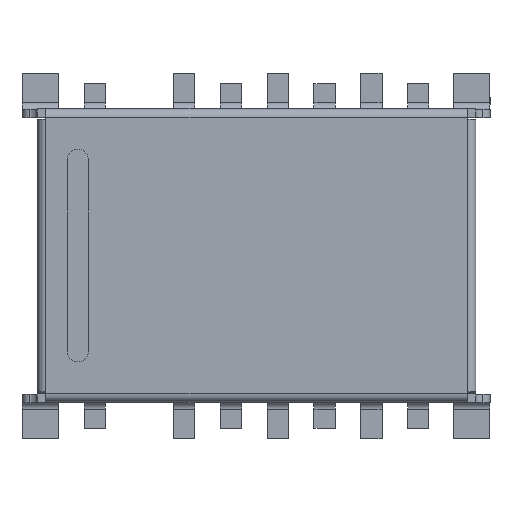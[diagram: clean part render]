
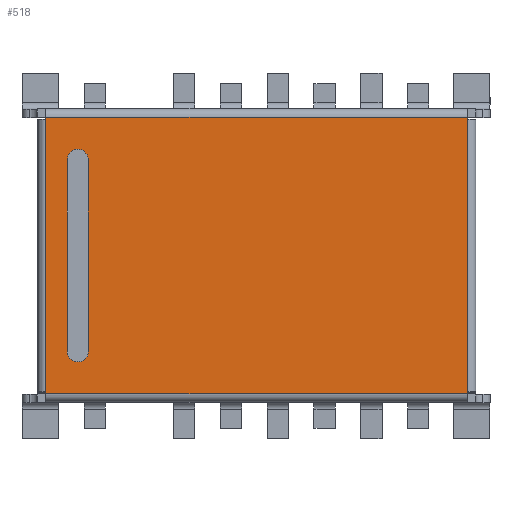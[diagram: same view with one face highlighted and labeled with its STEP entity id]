
A CAD part, top view. The second image highlights one B-rep face of the part: STEP entity #518.
In plain terms, the highlighted free-form (B-spline) face has degree [1, 1] with [2, 2] control points.
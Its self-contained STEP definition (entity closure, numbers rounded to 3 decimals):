
#245=CARTESIAN_POINT('',(-4.45,-2.25,5.4));
#246=VERTEX_POINT('',#245);
#253=CARTESIAN_POINT('',(-3.95,-2.25,5.4));
#254=VERTEX_POINT('',#253);
#255=CARTESIAN_POINT('',(-4.2,-2.25,5.4));
#256=DIRECTION('',(0.0,0.0,-1.0));
#257=DIRECTION('',(0.707,-0.707,0.0));
#258=AXIS2_PLACEMENT_3D('',#255,#256,#257);
#259=CIRCLE('',#258,0.25);
#260=EDGE_CURVE('',#254,#246,#259,.T.);
#285=CARTESIAN_POINT('',(-3.95,2.25,5.4));
#286=VERTEX_POINT('',#285);
#287=CARTESIAN_POINT('',(-3.95,2.25,5.4));
#288=DIRECTION('',(0.0,-1.0,0.0));
#289=VECTOR('',#288,4.5);
#290=LINE('',#287,#289);
#291=EDGE_CURVE('',#286,#254,#290,.T.);
#317=CARTESIAN_POINT('',(-4.45,2.25,5.4));
#318=VERTEX_POINT('',#317);
#319=CARTESIAN_POINT('',(-4.2,2.25,5.4));
#320=DIRECTION('',(0.0,0.0,-1.0));
#321=DIRECTION('',(-0.707,0.707,0.0));
#322=AXIS2_PLACEMENT_3D('',#319,#320,#321);
#323=CIRCLE('',#322,0.25);
#324=EDGE_CURVE('',#318,#286,#323,.T.);
#347=CARTESIAN_POINT('',(-4.45,-2.25,5.4));
#348=DIRECTION('',(0.0,1.0,0.0));
#349=VECTOR('',#348,4.5);
#350=LINE('',#347,#349);
#351=EDGE_CURVE('',#246,#318,#350,.T.);
#376=CARTESIAN_POINT('',(4.95,3.2,5.4));
#377=VERTEX_POINT('',#376);
#385=CARTESIAN_POINT('',(4.95,-3.2,5.4));
#386=VERTEX_POINT('',#385);
#387=CARTESIAN_POINT('',(4.95,3.2,5.4));
#388=DIRECTION('',(0.0,-1.0,0.0));
#389=VECTOR('',#388,6.4);
#390=LINE('',#387,#389);
#391=EDGE_CURVE('',#377,#386,#390,.T.);
#450=CARTESIAN_POINT('',(4.95,-3.25,5.4));
#451=CARTESIAN_POINT('',(-4.95,-3.25,5.4));
#452=CARTESIAN_POINT('',(4.95,3.25,5.4));
#453=CARTESIAN_POINT('',(-4.95,3.25,5.4));
#454=B_SPLINE_SURFACE_WITH_KNOTS('',1,1,((#450,#452),(#451,#453)),.UNSPECIFIED.,.F.,.F.,.U.,(2,2),(2,2),(0.0,9.9),(0.0,6.5),.UNSPECIFIED.);
#455=ORIENTED_EDGE('',*,*,#391,.F.);
#456=CARTESIAN_POINT('',(4.95,3.25,5.4));
#457=VERTEX_POINT('',#456);
#458=CARTESIAN_POINT('',(4.95,3.2,5.4));
#459=DIRECTION('',(0.0,1.0,0.0));
#460=VECTOR('',#459,0.05);
#461=LINE('',#458,#460);
#462=EDGE_CURVE('',#377,#457,#461,.T.);
#463=ORIENTED_EDGE('',*,*,#462,.T.);
#464=CARTESIAN_POINT('',(-4.95,3.25,5.4));
#465=VERTEX_POINT('',#464);
#466=CARTESIAN_POINT('',(-4.95,3.25,5.4));
#467=DIRECTION('',(1.0,0.0,0.0));
#468=VECTOR('',#467,9.9);
#469=LINE('',#466,#468);
#470=EDGE_CURVE('',#465,#457,#469,.T.);
#471=ORIENTED_EDGE('',*,*,#470,.F.);
#472=CARTESIAN_POINT('',(-4.95,3.2,5.4));
#473=VERTEX_POINT('',#472);
#474=CARTESIAN_POINT('',(-4.95,3.25,5.4));
#475=DIRECTION('',(0.0,-1.0,0.0));
#476=VECTOR('',#475,0.05);
#477=LINE('',#474,#476);
#478=EDGE_CURVE('',#465,#473,#477,.T.);
#479=ORIENTED_EDGE('',*,*,#478,.T.);
#480=CARTESIAN_POINT('',(-4.95,-3.2,5.4));
#481=VERTEX_POINT('',#480);
#482=CARTESIAN_POINT('',(-4.95,-3.2,5.4));
#483=DIRECTION('',(0.0,1.0,0.0));
#484=VECTOR('',#483,6.4);
#485=LINE('',#482,#484);
#486=EDGE_CURVE('',#481,#473,#485,.T.);
#487=ORIENTED_EDGE('',*,*,#486,.F.);
#488=CARTESIAN_POINT('',(-4.95,-3.25,5.4));
#489=VERTEX_POINT('',#488);
#490=CARTESIAN_POINT('',(-4.95,-3.2,5.4));
#491=DIRECTION('',(0.0,-1.0,0.0));
#492=VECTOR('',#491,0.05);
#493=LINE('',#490,#492);
#494=EDGE_CURVE('',#481,#489,#493,.T.);
#495=ORIENTED_EDGE('',*,*,#494,.T.);
#496=CARTESIAN_POINT('',(4.95,-3.25,5.4));
#497=VERTEX_POINT('',#496);
#498=CARTESIAN_POINT('',(4.95,-3.25,5.4));
#499=DIRECTION('',(-1.0,0.0,0.0));
#500=VECTOR('',#499,9.9);
#501=LINE('',#498,#500);
#502=EDGE_CURVE('',#497,#489,#501,.T.);
#503=ORIENTED_EDGE('',*,*,#502,.F.);
#504=CARTESIAN_POINT('',(4.95,-3.25,5.4));
#505=DIRECTION('',(0.0,1.0,0.0));
#506=VECTOR('',#505,0.05);
#507=LINE('',#504,#506);
#508=EDGE_CURVE('',#497,#386,#507,.T.);
#509=ORIENTED_EDGE('',*,*,#508,.T.);
#510=EDGE_LOOP('',(#455,#463,#471,#479,#487,#495,#503,#509));
#511=FACE_OUTER_BOUND('',#510,.T.);
#512=ORIENTED_EDGE('',*,*,#260,.T.);
#513=ORIENTED_EDGE('',*,*,#351,.T.);
#514=ORIENTED_EDGE('',*,*,#324,.T.);
#515=ORIENTED_EDGE('',*,*,#291,.T.);
#516=EDGE_LOOP('',(#512,#513,#514,#515));
#517=FACE_BOUND('',#516,.T.);
#518=ADVANCED_FACE('',(#511,#517),#454,.F.);
